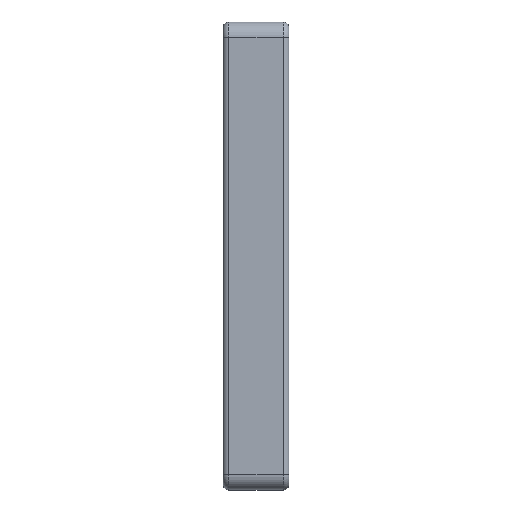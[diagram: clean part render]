
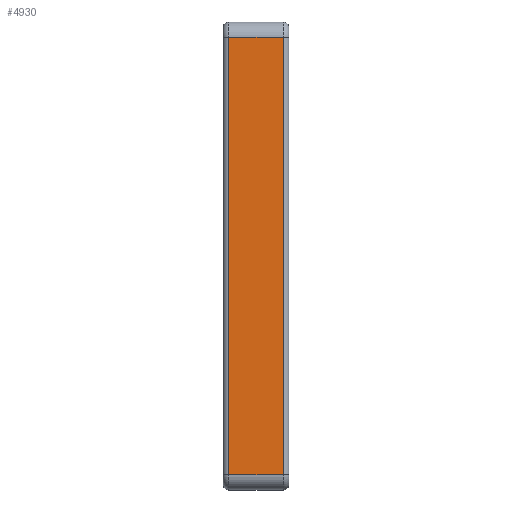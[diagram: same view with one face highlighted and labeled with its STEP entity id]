
A CAD part, front view. The second image highlights one B-rep face of the part: STEP entity #4930.
In plain terms, the highlighted planar face has unit normal (0, -1, 0).
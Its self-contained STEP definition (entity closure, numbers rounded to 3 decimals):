
#1 = DIRECTION ( 'NONE',  ( 0., 0., -1. ) ) ;
#10 = CARTESIAN_POINT ( 'NONE',  ( -0.257, -14.755, 23.4 ) ) ;
#113 = CARTESIAN_POINT ( 'NONE',  ( 2.843, -14.755, 23.4 ) ) ;
#178 = VECTOR ( 'NONE', #4822, 1000. ) ;
#279 = EDGE_CURVE ( 'NONE', #4984, #5194, #1585, .T. ) ;
#410 = DIRECTION ( 'NONE',  ( 0., -1., 0. ) ) ;
#486 = VECTOR ( 'NONE', #2092, 1000. ) ;
#827 = CARTESIAN_POINT ( 'NONE',  ( 2.843, -14.755, 30.8 ) ) ;
#1193 = CARTESIAN_POINT ( 'NONE',  ( 2.843, -14.755, 0.8 ) ) ;
#1429 = LINE ( 'NONE', #113, #5387 ) ;
#1585 = LINE ( 'NONE', #1193, #1847 ) ;
#1643 = PLANE ( 'NONE',  #2224 ) ;
#1654 = VERTEX_POINT ( 'NONE', #3593 ) ;
#1847 = VECTOR ( 'NONE', #2894, 1000. ) ;
#2092 = DIRECTION ( 'NONE',  ( 0., 0., 1. ) ) ;
#2194 = CARTESIAN_POINT ( 'NONE',  ( 2.543, -14.755, 30.8 ) ) ;
#2224 = AXIS2_PLACEMENT_3D ( 'NONE', #827, #410, #1 ) ;
#2262 = DIRECTION ( 'NONE',  ( -1., 0., 0. ) ) ;
#2371 = CARTESIAN_POINT ( 'NONE',  ( -0.257, -14.755, 0.8 ) ) ;
#2511 = LINE ( 'NONE', #2854, #486 ) ;
#2554 = EDGE_CURVE ( 'NONE', #5194, #4481, #2511, .T. ) ;
#2854 = CARTESIAN_POINT ( 'NONE',  ( -0.257, -14.755, 30.8 ) ) ;
#2894 = DIRECTION ( 'NONE',  ( -1., 0., 0. ) ) ;
#3126 = EDGE_CURVE ( 'NONE', #4984, #1654, #3585, .T. ) ;
#3239 = EDGE_LOOP ( 'NONE', ( #4302, #3963, #4515, #5033 ) ) ;
#3585 = LINE ( 'NONE', #2194, #178 ) ;
#3593 = CARTESIAN_POINT ( 'NONE',  ( 2.543, -14.755, 23.4 ) ) ;
#3767 = FACE_OUTER_BOUND ( 'NONE', #3239, .T. ) ;
#3963 = ORIENTED_EDGE ( 'NONE', *, *, #3126, .T. ) ;
#4302 = ORIENTED_EDGE ( 'NONE', *, *, #279, .F. ) ;
#4306 = CARTESIAN_POINT ( 'NONE',  ( 2.543, -14.755, 0.8 ) ) ;
#4481 = VERTEX_POINT ( 'NONE', #10 ) ;
#4515 = ORIENTED_EDGE ( 'NONE', *, *, #4607, .T. ) ;
#4607 = EDGE_CURVE ( 'NONE', #1654, #4481, #1429, .T. ) ;
#4822 = DIRECTION ( 'NONE',  ( 0., 0., 1. ) ) ;
#4930 = ADVANCED_FACE ( 'NONE', ( #3767 ), #1643, .T. ) ;
#4984 = VERTEX_POINT ( 'NONE', #4306 ) ;
#5033 = ORIENTED_EDGE ( 'NONE', *, *, #2554, .F. ) ;
#5194 = VERTEX_POINT ( 'NONE', #2371 ) ;
#5387 = VECTOR ( 'NONE', #2262, 1000. ) ;
